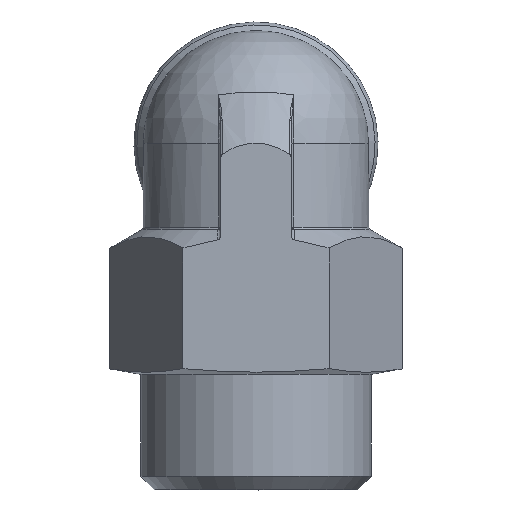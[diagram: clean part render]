
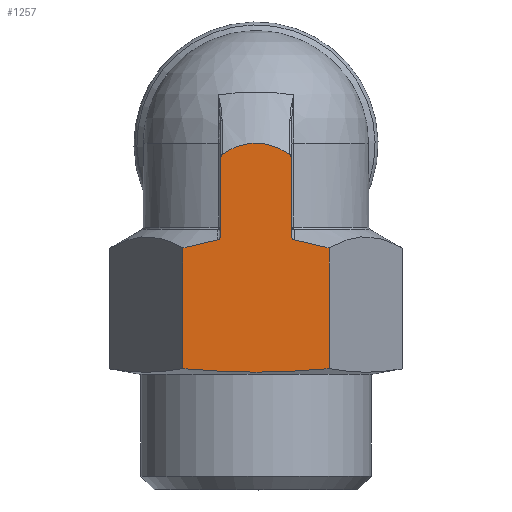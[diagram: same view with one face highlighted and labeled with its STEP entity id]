
A CAD part, top view. The second image highlights one B-rep face of the part: STEP entity #1257.
In plain terms, the highlighted planar face has unit normal (0, 0, 1).
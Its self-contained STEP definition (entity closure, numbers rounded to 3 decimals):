
#22=(
BOUNDED_CURVE()
B_SPLINE_CURVE(2,(#2375,#2376,#2377),.UNSPECIFIED.,.F.,.F.)
B_SPLINE_CURVE_WITH_KNOTS((3,3),(18.912,34.536),
 .UNSPECIFIED.)
CURVE()
GEOMETRIC_REPRESENTATION_ITEM()
RATIONAL_B_SPLINE_CURVE((5.808,6.706,5.808))
REPRESENTATION_ITEM('')
);
#26=(
BOUNDED_CURVE()
B_SPLINE_CURVE(2,(#2950,#2951,#2952),.UNSPECIFIED.,.F.,.F.)
B_SPLINE_CURVE_WITH_KNOTS((3,3),(-5.452,-4.269),
 .UNSPECIFIED.)
CURVE()
GEOMETRIC_REPRESENTATION_ITEM()
RATIONAL_B_SPLINE_CURVE((1.934,1.899,1.835))
REPRESENTATION_ITEM('')
);
#54=ELLIPSE('',#1408,1.103,0.5);
#55=ELLIPSE('',#1414,1.103,0.5);
#56=ELLIPSE('',#1415,45.213,20.5);
#79=B_SPLINE_CURVE_WITH_KNOTS('',3,(#2927,#2928,#2929,#2930,#2931,#2932,
#2933,#2934,#2935,#2936,#2937,#2938),.UNSPECIFIED.,.F.,.F.,(4,2,2,2,2,4),
(0.,0.02,0.039,0.058,0.068,
0.077),.UNSPECIFIED.);
#84=B_SPLINE_CURVE_WITH_KNOTS('',3,(#3018,#3019,#3020,#3021,#3022,#3023,
#3024,#3025,#3026,#3027,#3028,#3029),.UNSPECIFIED.,.F.,.F.,(4,2,2,2,2,4),
(0.,0.02,0.039,0.058,0.068,
0.077),.UNSPECIFIED.);
#89=B_SPLINE_CURVE_WITH_KNOTS('',5,(#3350,#3351,#3352,#3353,#3354,#3355),
 .UNSPECIFIED.,.F.,.F.,(6,6),(81.915,106.109),
 .UNSPECIFIED.);
#117=PLANE('',#1413);
#145=LINE('',#2713,#182);
#150=LINE('',#2774,#187);
#159=LINE('',#3188,#196);
#163=LINE('',#3309,#200);
#182=VECTOR('',#1597,1.);
#187=VECTOR('',#1608,1.);
#196=VECTOR('',#1687,1.);
#200=VECTOR('',#1703,1.);
#274=FACE_OUTER_BOUND('',#351,.T.);
#351=EDGE_LOOP('',(#996,#997,#998,#999,#1000,#1001,#1002,#1003,#1004,#1005,
#1006,#1007));
#495=VERTEX_POINT('',#2370);
#496=VERTEX_POINT('',#2374);
#503=VERTEX_POINT('',#2712);
#508=VERTEX_POINT('',#2761);
#510=VERTEX_POINT('',#2925);
#511=VERTEX_POINT('',#2926);
#517=VERTEX_POINT('',#3011);
#520=VERTEX_POINT('',#3016);
#536=VERTEX_POINT('',#3187);
#539=VERTEX_POINT('',#3302);
#540=VERTEX_POINT('',#3306);
#543=VERTEX_POINT('',#3347);
#629=EDGE_CURVE('',#495,#496,#22,.F.);
#642=EDGE_CURVE('',#496,#503,#145,.T.);
#651=EDGE_CURVE('',#495,#508,#150,.T.);
#656=EDGE_CURVE('',#510,#511,#79,.F.);
#660=EDGE_CURVE('',#508,#510,#26,.F.);
#668=EDGE_CURVE('',#517,#520,#84,.T.);
#693=EDGE_CURVE('',#517,#536,#159,.T.);
#700=EDGE_CURVE('',#536,#539,#54,.F.);
#702=EDGE_CURVE('',#511,#540,#163,.T.);
#706=EDGE_CURVE('',#543,#540,#55,.T.);
#707=EDGE_CURVE('',#543,#539,#56,.T.);
#708=EDGE_CURVE('',#520,#503,#89,.T.);
#996=ORIENTED_EDGE('',*,*,#706,.F.);
#997=ORIENTED_EDGE('',*,*,#707,.T.);
#998=ORIENTED_EDGE('',*,*,#700,.F.);
#999=ORIENTED_EDGE('',*,*,#693,.F.);
#1000=ORIENTED_EDGE('',*,*,#668,.T.);
#1001=ORIENTED_EDGE('',*,*,#708,.T.);
#1002=ORIENTED_EDGE('',*,*,#642,.F.);
#1003=ORIENTED_EDGE('',*,*,#629,.F.);
#1004=ORIENTED_EDGE('',*,*,#651,.T.);
#1005=ORIENTED_EDGE('',*,*,#660,.T.);
#1006=ORIENTED_EDGE('',*,*,#656,.T.);
#1007=ORIENTED_EDGE('',*,*,#702,.T.);
#1257=ADVANCED_FACE('',(#274),#117,.F.);
#1408=AXIS2_PLACEMENT_3D('',#3304,#1698,#1699);
#1413=AXIS2_PLACEMENT_3D('',#3346,#1710,#1711);
#1414=AXIS2_PLACEMENT_3D('',#3348,#1712,#1713);
#1415=AXIS2_PLACEMENT_3D('',#3349,#1714,#1715);
#1597=DIRECTION('',(0.,1.,0.));
#1608=DIRECTION('',(0.,1.,0.));
#1687=DIRECTION('',(0.,1.,0.));
#1698=DIRECTION('center_axis',(0.,0.,
1.));
#1699=DIRECTION('ref_axis',(0.,1.,0.));
#1703=DIRECTION('',(0.,1.,0.));
#1710=DIRECTION('center_axis',(0.,0.,
-1.));
#1711=DIRECTION('ref_axis',(-1.,0.,0.));
#1712=DIRECTION('center_axis',(0.,0.,
-1.));
#1713=DIRECTION('ref_axis',(0.,-1.,0.));
#1714=DIRECTION('center_axis',(0.,0.,
1.));
#1715=DIRECTION('ref_axis',(0.,1.,0.));
#2370=CARTESIAN_POINT('',(13.279,-41.012,23.));
#2374=CARTESIAN_POINT('',(-13.279,-41.012,23.));
#2375=CARTESIAN_POINT('Ctrl Pts',(-13.279,-41.012,23.));
#2376=CARTESIAN_POINT('Ctrl Pts',(0.,-42.183,
23.));
#2377=CARTESIAN_POINT('Ctrl Pts',(13.279,-41.012,23.));
#2712=CARTESIAN_POINT('',(-13.279,-19.054,23.));
#2713=CARTESIAN_POINT('',(-13.279,-30.033,23.));
#2761=CARTESIAN_POINT('',(13.279,-19.054,23.));
#2774=CARTESIAN_POINT('',(13.279,-30.033,23.));
#2925=CARTESIAN_POINT('',(6.928,-17.589,23.));
#2926=CARTESIAN_POINT('',(6.5,-17.024,23.));
#2927=CARTESIAN_POINT('Ctrl Pts',(6.5,-17.024,23.));
#2928=CARTESIAN_POINT('Ctrl Pts',(6.5,-17.089,23.));
#2929=CARTESIAN_POINT('Ctrl Pts',(6.51,-17.154,23.));
#2930=CARTESIAN_POINT('Ctrl Pts',(6.548,-17.277,23.));
#2931=CARTESIAN_POINT('Ctrl Pts',(6.576,-17.335,23.));
#2932=CARTESIAN_POINT('Ctrl Pts',(6.652,-17.44,23.));
#2933=CARTESIAN_POINT('Ctrl Pts',(6.699,-17.486,23.));
#2934=CARTESIAN_POINT('Ctrl Pts',(6.78,-17.538,23.));
#2935=CARTESIAN_POINT('Ctrl Pts',(6.809,-17.553,23.));
#2936=CARTESIAN_POINT('Ctrl Pts',(6.867,-17.576,23.));
#2937=CARTESIAN_POINT('Ctrl Pts',(6.897,-17.584,23.));
#2938=CARTESIAN_POINT('Ctrl Pts',(6.928,-17.589,23.));
#2950=CARTESIAN_POINT('Ctrl Pts',(6.928,-17.589,23.));
#2951=CARTESIAN_POINT('Ctrl Pts',(9.944,-18.092,23.));
#2952=CARTESIAN_POINT('Ctrl Pts',(13.279,-19.054,23.));
#3011=CARTESIAN_POINT('',(-6.5,-17.024,23.));
#3016=CARTESIAN_POINT('',(-6.928,-17.589,23.));
#3018=CARTESIAN_POINT('Ctrl Pts',(-6.5,-17.024,23.));
#3019=CARTESIAN_POINT('Ctrl Pts',(-6.5,-17.089,23.));
#3020=CARTESIAN_POINT('Ctrl Pts',(-6.51,-17.154,23.));
#3021=CARTESIAN_POINT('Ctrl Pts',(-6.548,-17.277,23.));
#3022=CARTESIAN_POINT('Ctrl Pts',(-6.576,-17.335,23.));
#3023=CARTESIAN_POINT('Ctrl Pts',(-6.652,-17.44,23.));
#3024=CARTESIAN_POINT('Ctrl Pts',(-6.699,-17.486,23.));
#3025=CARTESIAN_POINT('Ctrl Pts',(-6.78,-17.538,23.));
#3026=CARTESIAN_POINT('Ctrl Pts',(-6.809,-17.553,23.));
#3027=CARTESIAN_POINT('Ctrl Pts',(-6.867,-17.576,23.));
#3028=CARTESIAN_POINT('Ctrl Pts',(-6.897,-17.584,23.));
#3029=CARTESIAN_POINT('Ctrl Pts',(-6.928,-17.589,23.));
#3187=CARTESIAN_POINT('',(-6.5,-3.134,23.));
#3188=CARTESIAN_POINT('',(-6.5,-10.079,23.));
#3302=CARTESIAN_POINT('',(-6.15,-2.083,23.));
#3304=CARTESIAN_POINT('Origin',(-6.,-3.134,23.));
#3306=CARTESIAN_POINT('',(6.5,-3.134,23.));
#3309=CARTESIAN_POINT('',(6.5,-10.079,23.));
#3346=CARTESIAN_POINT('Origin',(13.279,-63.,23.));
#3347=CARTESIAN_POINT('',(6.15,-2.083,23.));
#3348=CARTESIAN_POINT('Origin',(6.,-3.134,23.));
#3349=CARTESIAN_POINT('Origin',(0.,-45.213,23.));
#3350=CARTESIAN_POINT('Ctrl Pts',(-6.928,-17.589,23.));
#3351=CARTESIAN_POINT('Ctrl Pts',(-8.1,-17.785,23.));
#3352=CARTESIAN_POINT('Ctrl Pts',(-9.31,-18.024,23.));
#3353=CARTESIAN_POINT('Ctrl Pts',(-10.567,-18.311,23.));
#3354=CARTESIAN_POINT('Ctrl Pts',(-11.885,-18.652,23.));
#3355=CARTESIAN_POINT('Ctrl Pts',(-13.279,-19.054,23.));
